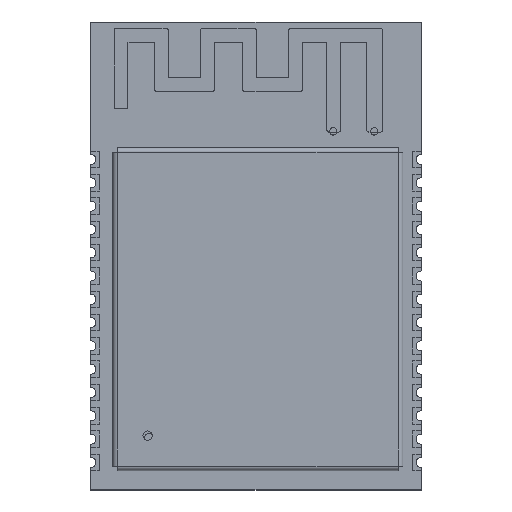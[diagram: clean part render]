
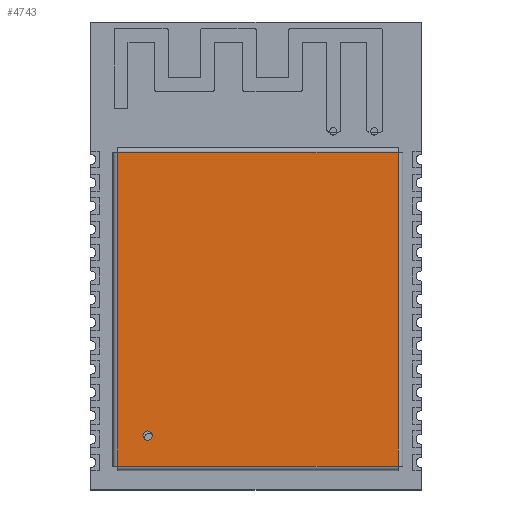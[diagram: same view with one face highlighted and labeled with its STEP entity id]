
A CAD part, top view. The second image highlights one B-rep face of the part: STEP entity #4743.
In plain terms, the highlighted planar face has unit normal (0, 0, 1).
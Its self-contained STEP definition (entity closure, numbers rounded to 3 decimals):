
#617 = VERTEX_POINT ( 'NONE', #22627 ) ;
#1454 = CARTESIAN_POINT ( 'NONE',  ( 0., 0., 2.3 ) ) ;
#1697 = EDGE_LOOP ( 'NONE', ( #55653, #84660 ) ) ;
#3106 = CIRCLE ( 'NONE', #32726, 0.25 ) ;
#4743 = ADVANCED_FACE ( 'NONE', ( #35734, #15314 ), #56148, .T. ) ;
#5118 = CARTESIAN_POINT ( 'NONE',  ( 7.9, -8.55, 2.3 ) ) ;
#6512 = ORIENTED_EDGE ( 'NONE', *, *, #43584, .T. ) ;
#9474 = CARTESIAN_POINT ( 'NONE',  ( 7.65, 8.8, 2.3 ) ) ;
#10578 = VECTOR ( 'NONE', #70464, 1000. ) ;
#11704 = DIRECTION ( 'NONE',  ( 0., 0., 1. ) ) ;
#13073 = VECTOR ( 'NONE', #45390, 1000. ) ;
#14790 = LINE ( 'NONE', #42574, #10578 ) ;
#15314 = FACE_OUTER_BOUND ( 'NONE', #72305, .T. ) ;
#16857 = DIRECTION ( 'NONE',  ( 0., 1., 0. ) ) ;
#20920 = VECTOR ( 'NONE', #52401, 1000. ) ;
#21702 = ORIENTED_EDGE ( 'NONE', *, *, #27122, .T. ) ;
#22249 = ORIENTED_EDGE ( 'NONE', *, *, #41706, .T. ) ;
#22627 = CARTESIAN_POINT ( 'NONE',  ( -7.65, -8.55, 2.3 ) ) ;
#25136 = VERTEX_POINT ( 'NONE', #30371 ) ;
#27122 = EDGE_CURVE ( 'NONE', #25136, #617, #45867, .T. ) ;
#30371 = CARTESIAN_POINT ( 'NONE',  ( -7.65, 8.55, 2.3 ) ) ;
#30406 = DIRECTION ( 'NONE',  ( 1., 0., 0. ) ) ;
#31750 = CARTESIAN_POINT ( 'NONE',  ( 7.65, -8.55, 2.3 ) ) ;
#32158 = CARTESIAN_POINT ( 'NONE',  ( -5.76, -6.89, 2.3 ) ) ;
#32726 = AXIS2_PLACEMENT_3D ( 'NONE', #71688, #79073, #30406 ) ;
#35262 = DIRECTION ( 'NONE',  ( 1., 0., 0. ) ) ;
#35734 = FACE_BOUND ( 'NONE', #1697, .T. ) ;
#38217 = VERTEX_POINT ( 'NONE', #69920 ) ;
#39158 = VERTEX_POINT ( 'NONE', #31750 ) ;
#41706 = EDGE_CURVE ( 'NONE', #69454, #25136, #14790, .T. ) ;
#42574 = CARTESIAN_POINT ( 'NONE',  ( -7.9, 8.55, 2.3 ) ) ;
#43381 = VERTEX_POINT ( 'NONE', #32158 ) ;
#43584 = EDGE_CURVE ( 'NONE', #617, #39158, #74205, .T. ) ;
#45390 = DIRECTION ( 'NONE',  ( 1., 0., 0. ) ) ;
#45867 = LINE ( 'NONE', #72859, #20920 ) ;
#46913 = AXIS2_PLACEMENT_3D ( 'NONE', #1454, #49110, #35262 ) ;
#47335 = DIRECTION ( 'NONE',  ( 1., 0., 0. ) ) ;
#49110 = DIRECTION ( 'NONE',  ( 0., 0., 1. ) ) ;
#52401 = DIRECTION ( 'NONE',  ( 0., -1., 0. ) ) ;
#53872 = CARTESIAN_POINT ( 'NONE',  ( -6.01, -6.89, 2.3 ) ) ;
#55653 = ORIENTED_EDGE ( 'NONE', *, *, #90392, .F. ) ;
#56148 = PLANE ( 'NONE',  #46913 ) ;
#61412 = EDGE_CURVE ( 'NONE', #38217, #43381, #80886, .T. ) ;
#63129 = VECTOR ( 'NONE', #16857, 1000. ) ;
#66103 = LINE ( 'NONE', #9474, #63129 ) ;
#69454 = VERTEX_POINT ( 'NONE', #78480 ) ;
#69920 = CARTESIAN_POINT ( 'NONE',  ( -6.26, -6.89, 2.3 ) ) ;
#70464 = DIRECTION ( 'NONE',  ( -1., 0., 0. ) ) ;
#70550 = AXIS2_PLACEMENT_3D ( 'NONE', #53872, #11704, #47335 ) ;
#71688 = CARTESIAN_POINT ( 'NONE',  ( -6.01, -6.89, 2.3 ) ) ;
#72000 = ORIENTED_EDGE ( 'NONE', *, *, #79899, .T. ) ;
#72305 = EDGE_LOOP ( 'NONE', ( #22249, #21702, #6512, #72000 ) ) ;
#72859 = CARTESIAN_POINT ( 'NONE',  ( -7.65, -8.8, 2.3 ) ) ;
#74205 = LINE ( 'NONE', #5118, #13073 ) ;
#78480 = CARTESIAN_POINT ( 'NONE',  ( 7.65, 8.55, 2.3 ) ) ;
#79073 = DIRECTION ( 'NONE',  ( 0., 0., 1. ) ) ;
#79899 = EDGE_CURVE ( 'NONE', #39158, #69454, #66103, .T. ) ;
#80886 = CIRCLE ( 'NONE', #70550, 0.25 ) ;
#84660 = ORIENTED_EDGE ( 'NONE', *, *, #61412, .F. ) ;
#90392 = EDGE_CURVE ( 'NONE', #43381, #38217, #3106, .T. ) ;
